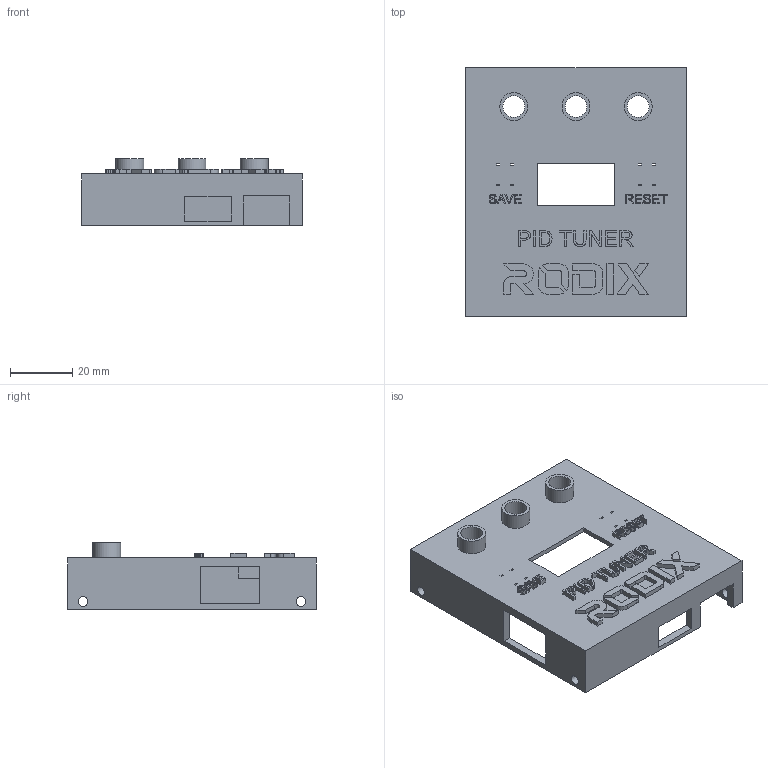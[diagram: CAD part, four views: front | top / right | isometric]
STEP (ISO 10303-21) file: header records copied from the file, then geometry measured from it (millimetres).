
FILE_DESCRIPTION(/* description */ (''),/* implementation_level */ '2;1');
FILE_NAME(/* name */ 'Top.step',/* time_stamp */ '2025-07-20T16:17:19+05:30',/* author */ (''),/* organization */ (''),/* preprocessor_version */ 'ST-DEVELOPER v20.1',/* originating_system */ 'Autodesk Translation Framework v14.10.0.0',/* authorisation */ '');
FILE_SCHEMA (('AUTOMOTIVE_DESIGN { 1 0 10303 214 3 1 1 }'));
Length unit declared in the file: millimetre
Products named in the file (1): Top
Bounding box: 71 x 80 x 21.4 mm (x, y, z)
Volume: 22501.6 mm3; surface area: 20906.9 mm2
Topology: 1 solids, 1 shells, 453 faces, 1257 edges, 838 vertices
Faces by surface type: plane 288, bspline 140, cylinder 25
Full cylindrical faces by diameter (mm): 3.1 x4, 7 x3, 9 x3
Entity records: 15793 total; most frequent: CARTESIAN_POINT 4929, ORIENTED_EDGE 2514, DIRECTION 1655, EDGE_CURVE 1257, LINE 927, VECTOR 927, VERTEX_POINT 838, EDGE_LOOP 521
